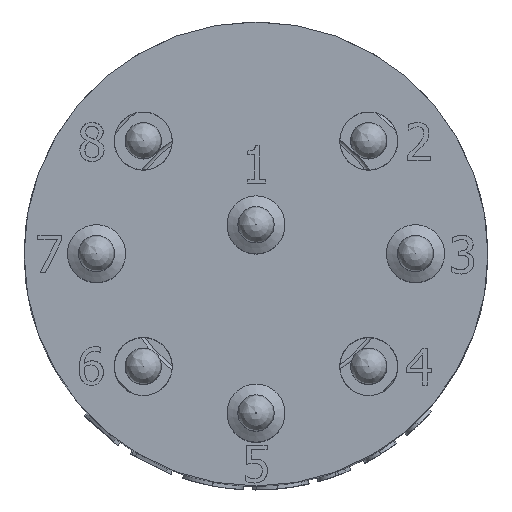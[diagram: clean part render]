
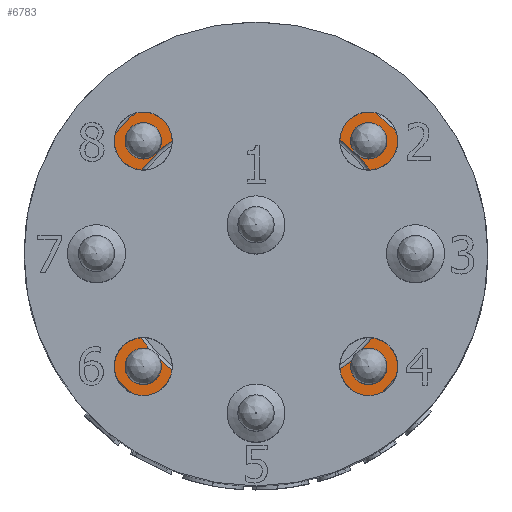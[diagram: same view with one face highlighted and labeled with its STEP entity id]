
A CAD part, top view. The second image highlights one B-rep face of the part: STEP entity #6783.
In plain terms, the highlighted planar face has unit normal (0, 0, -1).
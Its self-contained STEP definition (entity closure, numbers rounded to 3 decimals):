
#196=CIRCLE('',#7116,10.211);
#197=CIRCLE('',#7117,10.211);
#198=CIRCLE('',#7118,7.798);
#199=CIRCLE('',#7119,7.798);
#384=FACE_BOUND('',#1458,.T.);
#1080=FACE_OUTER_BOUND('',#1457,.T.);
#1457=EDGE_LOOP('',(#5459,#5460));
#1458=EDGE_LOOP('',(#5461,#5462));
#2957=VERTEX_POINT('',#26052);
#2958=VERTEX_POINT('',#26053);
#2959=VERTEX_POINT('',#26056);
#2960=VERTEX_POINT('',#26057);
#3862=EDGE_CURVE('',#2957,#2958,#196,.T.);
#3863=EDGE_CURVE('',#2958,#2957,#197,.T.);
#3864=EDGE_CURVE('',#2959,#2960,#198,.T.);
#3865=EDGE_CURVE('',#2960,#2959,#199,.T.);
#5459=ORIENTED_EDGE('',*,*,#3862,.T.);
#5460=ORIENTED_EDGE('',*,*,#3863,.T.);
#5461=ORIENTED_EDGE('',*,*,#3864,.T.);
#5462=ORIENTED_EDGE('',*,*,#3865,.T.);
#6151=PLANE('',#7115);
#6783=ADVANCED_FACE('',(#1080,#384),#6151,.T.);
#7115=AXIS2_PLACEMENT_3D('',#26051,#8208,#8209);
#7116=AXIS2_PLACEMENT_3D('',#26054,#8210,#8211);
#7117=AXIS2_PLACEMENT_3D('',#26055,#8212,#8213);
#7118=AXIS2_PLACEMENT_3D('',#26058,#8214,#8215);
#7119=AXIS2_PLACEMENT_3D('',#26059,#8216,#8217);
#8208=DIRECTION('center_axis',(0.,0.,
-1.));
#8209=DIRECTION('ref_axis',(-1.,0.,0.));
#8210=DIRECTION('center_axis',(0.,0.,
-1.));
#8211=DIRECTION('ref_axis',(-0.924,-0.383,0.));
#8212=DIRECTION('center_axis',(0.,0.,
-1.));
#8213=DIRECTION('ref_axis',(-0.924,-0.383,0.));
#8214=DIRECTION('center_axis',(0.,0.,
1.));
#8215=DIRECTION('ref_axis',(-0.924,-0.383,0.));
#8216=DIRECTION('center_axis',(0.,0.,
1.));
#8217=DIRECTION('ref_axis',(-0.924,-0.383,0.));
#26051=CARTESIAN_POINT('Origin',(0.,0.,
-37.442));
#26052=CARTESIAN_POINT('',(-9.432,-3.911,-37.442));
#26053=CARTESIAN_POINT('',(9.432,3.911,-37.442));
#26054=CARTESIAN_POINT('Origin',(0.,0.,
-37.442));
#26055=CARTESIAN_POINT('Origin',(0.,0.,
-37.442));
#26056=CARTESIAN_POINT('',(-7.203,-2.987,-37.442));
#26057=CARTESIAN_POINT('',(7.203,2.987,-37.442));
#26058=CARTESIAN_POINT('Origin',(0.,0.,
-37.442));
#26059=CARTESIAN_POINT('Origin',(0.,0.,
-37.442));
